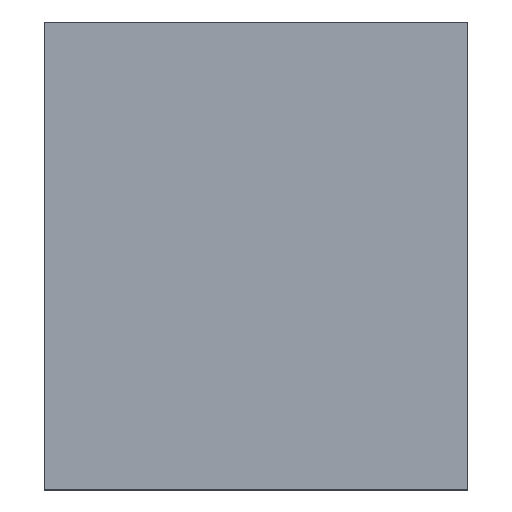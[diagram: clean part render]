
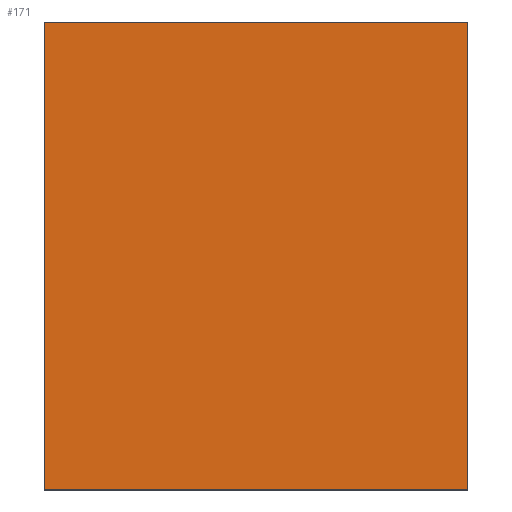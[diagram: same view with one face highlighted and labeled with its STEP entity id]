
A CAD part, top view. The second image highlights one B-rep face of the part: STEP entity #171.
In plain terms, the highlighted planar face has unit normal (0, 0, 1).
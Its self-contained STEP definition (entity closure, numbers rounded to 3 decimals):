
#1 = CARTESIAN_POINT ( 'NONE',  ( 167.5, 182.5, 103. ) ) ;
#6 = FACE_OUTER_BOUND ( 'NONE', #92, .T. ) ;
#10 = LINE ( 'NONE', #196, #121 ) ;
#12 = CARTESIAN_POINT ( 'NONE',  ( 0., 0., 103. ) ) ;
#19 = VERTEX_POINT ( 'NONE', #32 ) ;
#20 = VECTOR ( 'NONE', #109, 1000. ) ;
#29 = EDGE_CURVE ( 'NONE', #112, #161, #145, .T. ) ;
#32 = CARTESIAN_POINT ( 'NONE',  ( -117.5, -132.5, 103. ) ) ;
#34 = AXIS2_PLACEMENT_3D ( 'NONE', #12, #69, #137 ) ;
#40 = CARTESIAN_POINT ( 'NONE',  ( 167.5, 182.5, 103. ) ) ;
#58 = ORIENTED_EDGE ( 'NONE', *, *, #197, .F. ) ;
#68 = EDGE_CURVE ( 'NONE', #161, #190, #111, .T. ) ;
#69 = DIRECTION ( 'NONE',  ( 0., 0., -1. ) ) ;
#77 = CARTESIAN_POINT ( 'NONE',  ( -117.5, 182.5, 103. ) ) ;
#84 = EDGE_CURVE ( 'NONE', #19, #112, #10, .T. ) ;
#92 = EDGE_LOOP ( 'NONE', ( #58, #144, #188, #128 ) ) ;
#106 = LINE ( 'NONE', #139, #149 ) ;
#107 = DIRECTION ( 'NONE',  ( -1., 0., 0. ) ) ;
#109 = DIRECTION ( 'NONE',  ( 0., -1., 0. ) ) ;
#110 = VECTOR ( 'NONE', #129, 1000. ) ;
#111 = LINE ( 'NONE', #1, #20 ) ;
#112 = VERTEX_POINT ( 'NONE', #118 ) ;
#118 = CARTESIAN_POINT ( 'NONE',  ( -117.5, 182.5, 103. ) ) ;
#121 = VECTOR ( 'NONE', #136, 1000. ) ;
#126 = CARTESIAN_POINT ( 'NONE',  ( 167.5, -132.5, 103. ) ) ;
#128 = ORIENTED_EDGE ( 'NONE', *, *, #84, .F. ) ;
#129 = DIRECTION ( 'NONE',  ( 1., 0., 0. ) ) ;
#136 = DIRECTION ( 'NONE',  ( 0., 1., 0. ) ) ;
#137 = DIRECTION ( 'NONE',  ( 0., -1., 0. ) ) ;
#139 = CARTESIAN_POINT ( 'NONE',  ( 0., -132.5, 103. ) ) ;
#144 = ORIENTED_EDGE ( 'NONE', *, *, #68, .F. ) ;
#145 = LINE ( 'NONE', #77, #110 ) ;
#149 = VECTOR ( 'NONE', #107, 1000. ) ;
#152 = PLANE ( 'NONE',  #34 ) ;
#161 = VERTEX_POINT ( 'NONE', #40 ) ;
#171 = ADVANCED_FACE ( 'NONE', ( #6 ), #152, .F. ) ;
#188 = ORIENTED_EDGE ( 'NONE', *, *, #29, .F. ) ;
#190 = VERTEX_POINT ( 'NONE', #126 ) ;
#196 = CARTESIAN_POINT ( 'NONE',  ( -117.5, 0., 103. ) ) ;
#197 = EDGE_CURVE ( 'NONE', #190, #19, #106, .T. ) ;
